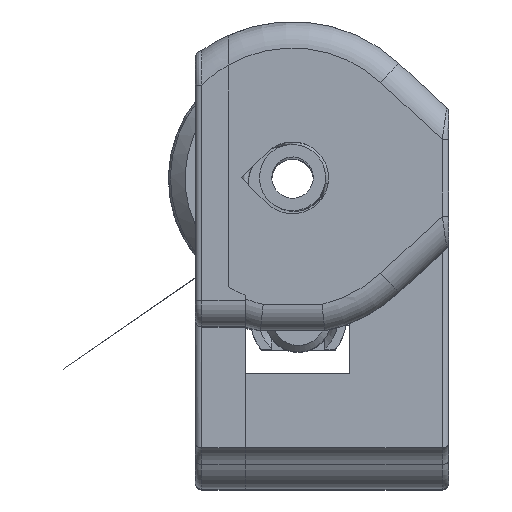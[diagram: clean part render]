
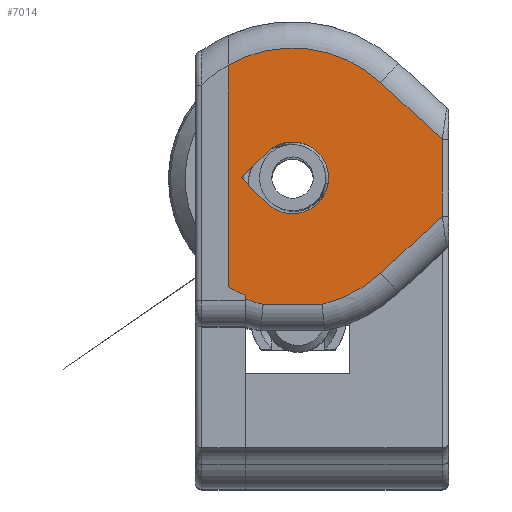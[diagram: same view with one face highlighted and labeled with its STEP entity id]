
A CAD part, top view. The second image highlights one B-rep face of the part: STEP entity #7014.
In plain terms, the highlighted planar face has unit normal (0, 0, 1).
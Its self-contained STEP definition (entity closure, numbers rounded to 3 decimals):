
#113=FACE_BOUND('',#1058,.T.);
#200=PLANE('',#7603);
#617=FACE_OUTER_BOUND('',#1057,.T.);
#1057=EDGE_LOOP('',(#4933,#4934,#4935,#4936,#4937,#4938,#4939,#4940,#4941,
#4942,#4943));
#1058=EDGE_LOOP('',(#4944,#4945,#4946));
#1544=LINE('',#10986,#2104);
#1550=LINE('',#11013,#2110);
#1556=LINE('',#11030,#2116);
#1559=LINE('',#11055,#2119);
#1560=LINE('',#11058,#2120);
#1561=LINE('',#11060,#2121);
#1562=LINE('',#11061,#2122);
#1563=LINE('',#11065,#2123);
#1564=LINE('',#11068,#2124);
#2104=VECTOR('',#8601,10.);
#2110=VECTOR('',#8615,10.);
#2116=VECTOR('',#8631,10.);
#2119=VECTOR('',#8646,10.);
#2120=VECTOR('',#8649,10.);
#2121=VECTOR('',#8650,10.);
#2122=VECTOR('',#8651,10.);
#2123=VECTOR('',#8654,10.);
#2124=VECTOR('',#8657,10.);
#2649=CIRCLE('',#7590,7.65);
#2652=CIRCLE('',#7598,7.85);
#2655=CIRCLE('',#7604,7.85);
#2656=CIRCLE('',#7605,7.85);
#2657=CIRCLE('',#7606,2.175);
#3048=VERTEX_POINT('',#10983);
#3049=VERTEX_POINT('',#10985);
#3052=VERTEX_POINT('',#10992);
#3053=VERTEX_POINT('',#10994);
#3056=VERTEX_POINT('',#11002);
#3062=VERTEX_POINT('',#11029);
#3064=VERTEX_POINT('',#11034);
#3065=VERTEX_POINT('',#11045);
#3068=VERTEX_POINT('',#11052);
#3069=VERTEX_POINT('',#11057);
#3070=VERTEX_POINT('',#11059);
#3071=VERTEX_POINT('',#11062);
#3072=VERTEX_POINT('',#11064);
#3073=VERTEX_POINT('',#11066);
#3753=EDGE_CURVE('',#3049,#3048,#1544,.T.);
#3757=EDGE_CURVE('',#3053,#3052,#2649,.T.);
#3762=EDGE_CURVE('',#3052,#3056,#1550,.T.);
#3770=EDGE_CURVE('',#3062,#3049,#1556,.T.);
#3773=EDGE_CURVE('',#3064,#3065,#2652,.T.);
#3778=EDGE_CURVE('',#3065,#3068,#1559,.T.);
#3779=EDGE_CURVE('',#3068,#3069,#1560,.T.);
#3780=EDGE_CURVE('',#3064,#3070,#1561,.T.);
#3781=EDGE_CURVE('',#3070,#3053,#1562,.T.);
#3782=EDGE_CURVE('',#3071,#3056,#2655,.T.);
#3783=EDGE_CURVE('',#3072,#3071,#1563,.T.);
#3784=EDGE_CURVE('',#3073,#3072,#2656,.T.);
#3785=EDGE_CURVE('',#3069,#3073,#1564,.T.);
#3786=EDGE_CURVE('',#3048,#3062,#2657,.T.);
#4933=ORIENTED_EDGE('',*,*,#3779,.F.);
#4934=ORIENTED_EDGE('',*,*,#3778,.F.);
#4935=ORIENTED_EDGE('',*,*,#3773,.F.);
#4936=ORIENTED_EDGE('',*,*,#3780,.T.);
#4937=ORIENTED_EDGE('',*,*,#3781,.T.);
#4938=ORIENTED_EDGE('',*,*,#3757,.T.);
#4939=ORIENTED_EDGE('',*,*,#3762,.T.);
#4940=ORIENTED_EDGE('',*,*,#3782,.F.);
#4941=ORIENTED_EDGE('',*,*,#3783,.F.);
#4942=ORIENTED_EDGE('',*,*,#3784,.F.);
#4943=ORIENTED_EDGE('',*,*,#3785,.F.);
#4944=ORIENTED_EDGE('',*,*,#3786,.T.);
#4945=ORIENTED_EDGE('',*,*,#3770,.T.);
#4946=ORIENTED_EDGE('',*,*,#3753,.T.);
#7014=ADVANCED_FACE('',(#617,#113),#200,.T.);
#7590=AXIS2_PLACEMENT_3D('',#10995,#8608,#8609);
#7598=AXIS2_PLACEMENT_3D('',#11046,#8635,#8636);
#7603=AXIS2_PLACEMENT_3D('',#11056,#8647,#8648);
#7604=AXIS2_PLACEMENT_3D('',#11063,#8652,#8653);
#7605=AXIS2_PLACEMENT_3D('',#11067,#8655,#8656);
#7606=AXIS2_PLACEMENT_3D('',#11069,#8658,#8659);
#8601=DIRECTION('',(0.707,0.707,0.));
#8608=DIRECTION('center_axis',(0.,0.,1.));
#8609=DIRECTION('ref_axis',(-0.373,-0.928,0.));
#8615=DIRECTION('',(0.,-1.,0.));
#8631=DIRECTION('',(-0.707,0.707,0.));
#8635=DIRECTION('center_axis',(0.,0.,-1.));
#8636=DIRECTION('ref_axis',(0.161,0.987,0.));
#8646=DIRECTION('',(0.733,-0.68,0.));
#8647=DIRECTION('center_axis',(0.,0.,1.));
#8648=DIRECTION('ref_axis',(-1.,0.,0.));
#8649=DIRECTION('',(0.,-1.,0.));
#8650=DIRECTION('',(0.,-1.,0.));
#8651=DIRECTION('',(0.,-1.,0.));
#8652=DIRECTION('center_axis',(0.,0.,-1.));
#8653=DIRECTION('ref_axis',(-0.254,-0.967,0.));
#8654=DIRECTION('',(-1.,0.,0.));
#8655=DIRECTION('center_axis',(0.,0.,-1.));
#8656=DIRECTION('ref_axis',(0.46,-0.888,0.));
#8657=DIRECTION('',(-0.733,-0.68,0.));
#8658=DIRECTION('center_axis',(0.,0.,-1.));
#8659=DIRECTION('ref_axis',(-0.707,-0.707,0.));
#10983=CARTESIAN_POINT('',(-20.572,10.743,46.45));
#10985=CARTESIAN_POINT('',(-22.11,9.205,46.45));
#10986=CARTESIAN_POINT('',(-22.11,9.205,46.45));
#10992=CARTESIAN_POINT('',(-21.884,2.106,46.45));
#10994=CARTESIAN_POINT('',(-22.923,2.617,46.45));
#10995=CARTESIAN_POINT('Origin',(-19.034,9.205,46.45));
#11002=CARTESIAN_POINT('',(-21.884,1.89,46.45));
#11013=CARTESIAN_POINT('',(-21.884,4.751,46.45));
#11029=CARTESIAN_POINT('',(-20.572,7.667,46.45));
#11030=CARTESIAN_POINT('',(-20.572,7.667,46.45));
#11034=CARTESIAN_POINT('',(-22.923,16.024,46.45));
#11045=CARTESIAN_POINT('',(-13.698,14.962,46.45));
#11046=CARTESIAN_POINT('Origin',(-19.034,9.205,46.45));
#11052=CARTESIAN_POINT('',(-9.984,11.52,46.45));
#11055=CARTESIAN_POINT('',(-11.462,12.89,46.45));
#11056=CARTESIAN_POINT('Origin',(-16.253,9.307,46.45));
#11057=CARTESIAN_POINT('',(-9.984,6.89,46.45));
#11058=CARTESIAN_POINT('',(-9.984,7.193,46.45));
#11059=CARTESIAN_POINT('',(-22.923,15.793,46.45));
#11060=CARTESIAN_POINT('',(-22.923,17.818,46.45));
#11061=CARTESIAN_POINT('',(-22.923,15.793,46.45));
#11062=CARTESIAN_POINT('',(-20.809,1.558,46.45));
#11063=CARTESIAN_POINT('Origin',(-19.034,9.205,46.45));
#11064=CARTESIAN_POINT('',(-17.259,1.558,46.45));
#11065=CARTESIAN_POINT('',(-19.588,1.558,46.45));
#11066=CARTESIAN_POINT('',(-13.698,3.447,46.45));
#11067=CARTESIAN_POINT('Origin',(-19.034,9.205,46.45));
#11068=CARTESIAN_POINT('',(-12.924,4.164,46.45));
#11069=CARTESIAN_POINT('Origin',(-19.034,9.205,46.45));
